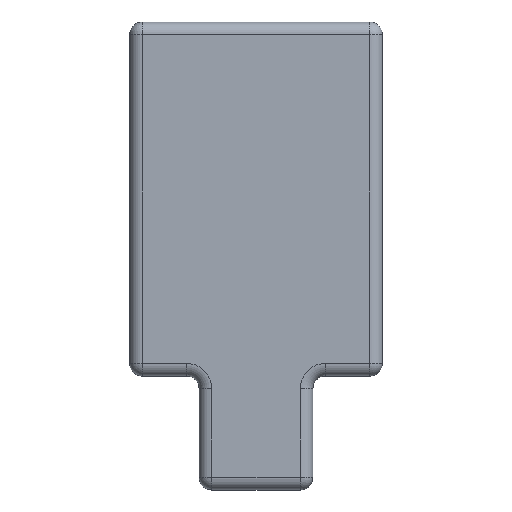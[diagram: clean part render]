
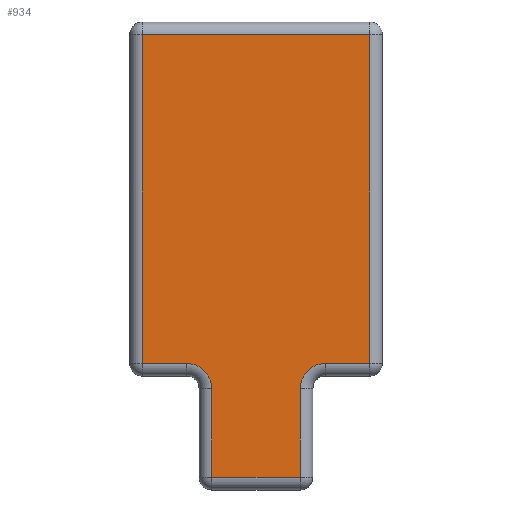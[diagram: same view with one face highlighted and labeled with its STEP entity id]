
A CAD part, top view. The second image highlights one B-rep face of the part: STEP entity #934.
In plain terms, the highlighted planar face has unit normal (0, 0, 1).
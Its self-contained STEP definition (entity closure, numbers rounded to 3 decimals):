
#23=PLANE('',#1078);
#32=LINE('',#1473,#98);
#42=LINE('',#1557,#108);
#45=LINE('',#1586,#111);
#50=LINE('',#1593,#116);
#55=LINE('',#1601,#121);
#66=LINE('',#1617,#132);
#70=LINE('',#1623,#136);
#80=LINE('',#1641,#146);
#98=VECTOR('',#1154,10.);
#108=VECTOR('',#1250,10.);
#111=VECTOR('',#1283,10.);
#116=VECTOR('',#1292,10.);
#121=VECTOR('',#1303,10.);
#132=VECTOR('',#1324,10.);
#136=VECTOR('',#1332,10.);
#146=VECTOR('',#1354,10.);
#256=FACE_OUTER_BOUND('',#320,.T.);
#320=EDGE_LOOP('',(#818,#819,#820,#821,#822,#823,#824,#825,#826,#827));
#333=CIRCLE('',#963,2.);
#381=CIRCLE('',#1029,2.);
#401=VERTEX_POINT('',#1426);
#402=VERTEX_POINT('',#1427);
#415=VERTEX_POINT('',#1458);
#418=VERTEX_POINT('',#1465);
#432=VERTEX_POINT('',#1509);
#436=VERTEX_POINT('',#1517);
#450=VERTEX_POINT('',#1550);
#451=VERTEX_POINT('',#1552);
#453=VERTEX_POINT('',#1560);
#460=VERTEX_POINT('',#1579);
#475=EDGE_CURVE('',#401,#402,#333,.T.);
#496=EDGE_CURVE('',#418,#401,#32,.T.);
#533=EDGE_CURVE('',#450,#451,#381,.T.);
#536=EDGE_CURVE('',#432,#450,#42,.T.);
#549=EDGE_CURVE('',#460,#453,#45,.T.);
#554=EDGE_CURVE('',#451,#460,#50,.T.);
#559=EDGE_CURVE('',#453,#436,#55,.T.);
#570=EDGE_CURVE('',#436,#418,#66,.T.);
#574=EDGE_CURVE('',#415,#432,#70,.T.);
#585=EDGE_CURVE('',#402,#415,#80,.T.);
#818=ORIENTED_EDGE('',*,*,#549,.F.);
#819=ORIENTED_EDGE('',*,*,#554,.F.);
#820=ORIENTED_EDGE('',*,*,#533,.F.);
#821=ORIENTED_EDGE('',*,*,#536,.F.);
#822=ORIENTED_EDGE('',*,*,#574,.F.);
#823=ORIENTED_EDGE('',*,*,#585,.F.);
#824=ORIENTED_EDGE('',*,*,#475,.F.);
#825=ORIENTED_EDGE('',*,*,#496,.F.);
#826=ORIENTED_EDGE('',*,*,#570,.F.);
#827=ORIENTED_EDGE('',*,*,#559,.F.);
#934=ADVANCED_FACE('',(#256),#23,.T.);
#963=AXIS2_PLACEMENT_3D('',#1428,#1101,#1102);
#1029=AXIS2_PLACEMENT_3D('',#1553,#1243,#1244);
#1078=AXIS2_PLACEMENT_3D('',#1674,#1394,#1395);
#1101=DIRECTION('center_axis',(0.,0.,
1.));
#1102=DIRECTION('ref_axis',(-0.707,0.707,0.));
#1154=DIRECTION('',(-1.,0.,0.));
#1243=DIRECTION('center_axis',(0.,0.,
1.));
#1244=DIRECTION('ref_axis',(0.707,0.707,0.));
#1250=DIRECTION('',(0.,1.,0.));
#1283=DIRECTION('',(0.,1.,0.));
#1292=DIRECTION('',(-1.,0.,0.));
#1303=DIRECTION('',(1.,0.,0.));
#1324=DIRECTION('',(0.,-1.,0.));
#1332=DIRECTION('',(-1.,0.,0.));
#1354=DIRECTION('',(0.,-1.,0.));
#1394=DIRECTION('center_axis',(0.,0.,
1.));
#1395=DIRECTION('ref_axis',(1.,0.,0.));
#1426=CARTESIAN_POINT('',(-174.5,273.5,28.5));
#1427=CARTESIAN_POINT('',(-176.5,271.5,28.5));
#1428=CARTESIAN_POINT('Origin',(-174.5,271.5,28.5));
#1458=CARTESIAN_POINT('',(-176.5,264.5,28.5));
#1465=CARTESIAN_POINT('',(-171.,273.5,28.5));
#1473=CARTESIAN_POINT('',(-175.,273.5,28.5));
#1509=CARTESIAN_POINT('',(-183.5,264.5,28.5));
#1517=CARTESIAN_POINT('',(-171.,299.5,28.5));
#1550=CARTESIAN_POINT('',(-183.5,271.5,28.5));
#1552=CARTESIAN_POINT('',(-185.5,273.5,28.5));
#1553=CARTESIAN_POINT('Origin',(-185.5,271.5,28.5));
#1557=CARTESIAN_POINT('',(-183.5,280.5,28.5));
#1560=CARTESIAN_POINT('',(-189.,299.5,28.5));
#1579=CARTESIAN_POINT('',(-189.,273.5,28.5));
#1586=CARTESIAN_POINT('',(-189.,296.,28.5));
#1593=CARTESIAN_POINT('',(-182.25,273.5,28.5));
#1601=CARTESIAN_POINT('',(-175.,299.5,28.5));
#1617=CARTESIAN_POINT('',(-171.,298.,28.5));
#1623=CARTESIAN_POINT('',(-177.75,264.5,28.5));
#1641=CARTESIAN_POINT('',(-176.5,285.,28.5));
#1674=CARTESIAN_POINT('Origin',(-180.,297.5,28.5));
